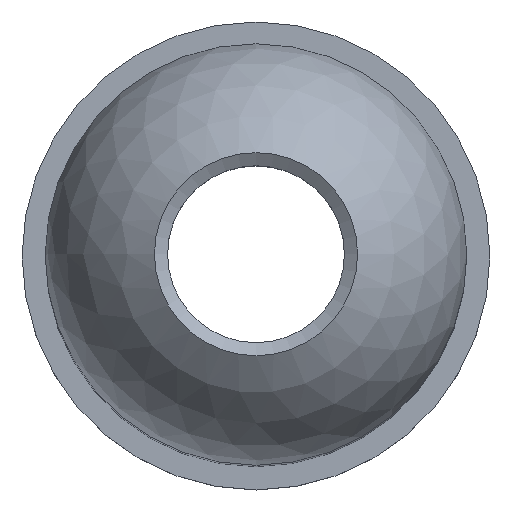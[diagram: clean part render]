
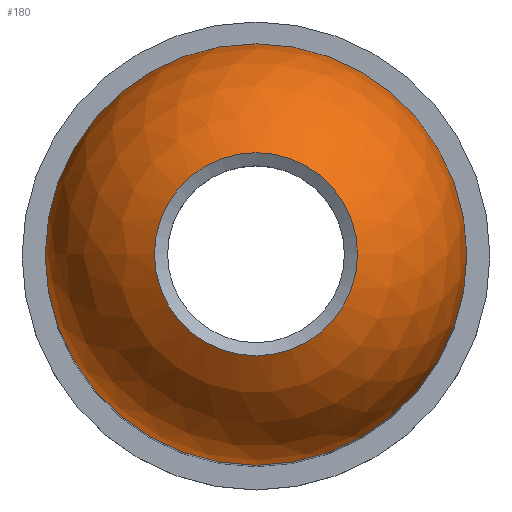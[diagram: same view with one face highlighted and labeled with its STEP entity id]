
A CAD part, top view. The second image highlights one B-rep face of the part: STEP entity #180.
In plain terms, the highlighted spherical face has radius 14.3 mm.
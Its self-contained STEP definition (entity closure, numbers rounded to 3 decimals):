
#15=SPHERICAL_SURFACE('',#218,14.3);
#33=FACE_OUTER_BOUND('',#46,.T.);
#46=EDGE_LOOP('',(#151,#152,#153,#154,#155));
#77=CIRCLE('',#217,6.892);
#78=CIRCLE('',#219,14.3);
#79=CIRCLE('',#220,14.3);
#80=CIRCLE('',#221,14.3);
#94=VERTEX_POINT('',#327);
#95=VERTEX_POINT('',#331);
#96=VERTEX_POINT('',#333);
#114=EDGE_CURVE('',#94,#94,#77,.T.);
#116=EDGE_CURVE('',#94,#95,#78,.T.);
#117=EDGE_CURVE('',#95,#96,#79,.T.);
#118=EDGE_CURVE('',#96,#95,#80,.T.);
#151=ORIENTED_EDGE('',*,*,#114,.F.);
#152=ORIENTED_EDGE('',*,*,#116,.T.);
#153=ORIENTED_EDGE('',*,*,#117,.T.);
#154=ORIENTED_EDGE('',*,*,#118,.T.);
#155=ORIENTED_EDGE('',*,*,#116,.F.);
#180=ADVANCED_FACE('',(#33),#15,.T.);
#217=AXIS2_PLACEMENT_3D('',#328,#270,#271);
#218=AXIS2_PLACEMENT_3D('',#330,#273,#274);
#219=AXIS2_PLACEMENT_3D('',#332,#275,#276);
#220=AXIS2_PLACEMENT_3D('',#334,#277,#278);
#221=AXIS2_PLACEMENT_3D('',#335,#279,#280);
#270=DIRECTION('center_axis',(0.,0.,1.));
#271=DIRECTION('ref_axis',(1.,0.,0.));
#273=DIRECTION('center_axis',(0.,0.,1.));
#274=DIRECTION('ref_axis',(1.,0.,0.));
#275=DIRECTION('center_axis',(0.,-1.,0.));
#276=DIRECTION('ref_axis',(-1.,0.,0.));
#277=DIRECTION('center_axis',(0.,0.,1.));
#278=DIRECTION('ref_axis',(1.,0.,0.));
#279=DIRECTION('center_axis',(0.,0.,1.));
#280=DIRECTION('ref_axis',(1.,0.,0.));
#327=CARTESIAN_POINT('',(-6.892,0.,72.529));
#328=CARTESIAN_POINT('Origin',(0.,0.,
72.529));
#330=CARTESIAN_POINT('Origin',(0.,0.,
60.));
#331=CARTESIAN_POINT('',(-14.3,0.,60.));
#332=CARTESIAN_POINT('Origin',(0.,0.,
60.));
#333=CARTESIAN_POINT('',(14.3,0.,60.));
#334=CARTESIAN_POINT('Origin',(0.,0.,60.));
#335=CARTESIAN_POINT('Origin',(0.,0.,60.));
